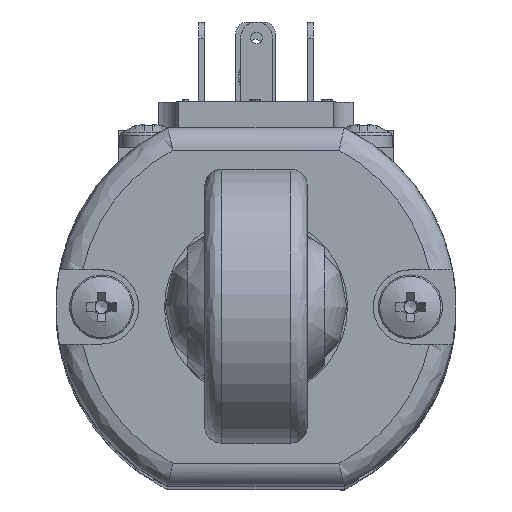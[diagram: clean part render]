
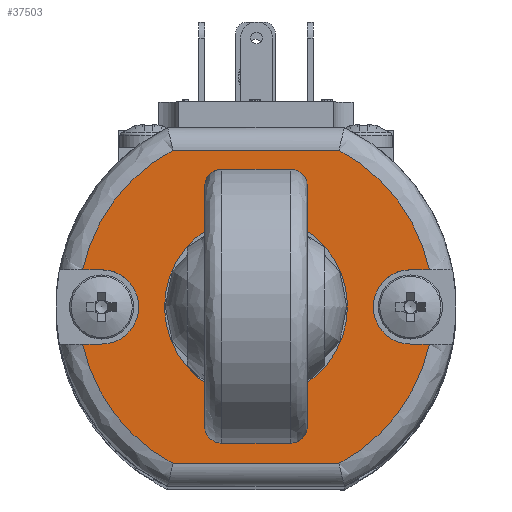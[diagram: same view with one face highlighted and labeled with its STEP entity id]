
A CAD part, top view. The second image highlights one B-rep face of the part: STEP entity #37503.
In plain terms, the highlighted planar face has unit normal (0, 0, 1).
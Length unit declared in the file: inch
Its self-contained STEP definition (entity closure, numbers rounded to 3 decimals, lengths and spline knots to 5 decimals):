
#181 = CARTESIAN_POINT ( 'NONE',  ( 0.5315, 0., 6.06299 ) ) ;
#1326 = CARTESIAN_POINT ( 'NONE',  ( -0.28543, -0.53937, 6.06299 ) ) ;
#1470 =( BOUNDED_CURVE ( )  B_SPLINE_CURVE ( 3, ( #55223, #21022, #10870, #1689 ),
 .UNSPECIFIED., .F., .F. ) 
 B_SPLINE_CURVE_WITH_KNOTS ( ( 4, 4 ),
 ( 0., 1. ),
 .UNSPECIFIED. ) 
 CURVE ( )  GEOMETRIC_REPRESENTATION_ITEM ( )  RATIONAL_B_SPLINE_CURVE ( ( 1., 0.938, 0.938, 1. ) ) 
 REPRESENTATION_ITEM ( '' )  );
#1689 = CARTESIAN_POINT ( 'NONE',  ( -0.28543, 0.53937, 6.06299 ) ) ;
#2237 = CARTESIAN_POINT ( 'NONE',  ( 0.28543, -0.53937, 6.06299 ) ) ;
#3213 = LINE ( 'NONE', #3534, #57277 ) ;
#3534 = CARTESIAN_POINT ( 'NONE',  ( -0.76257, -0.12795, 6.06299 ) ) ;
#3548 = CARTESIAN_POINT ( 'NONE',  ( 0.5315, 0.12795, 6.06299 ) ) ;
#3823 = CARTESIAN_POINT ( 'NONE',  ( 0.59667, -0.12795, 6.06299 ) ) ;
#3923 = VERTEX_POINT ( 'NONE', #46208 ) ;
#4562 = EDGE_LOOP ( 'NONE', ( #63454 ) ) ;
#5045 = VERTEX_POINT ( 'NONE', #1326 ) ;
#5244 = ORIENTED_EDGE ( 'NONE', *, *, #27530, .F. ) ;
#5305 = VERTEX_POINT ( 'NONE', #24969 ) ;
#6607 = PLANE ( 'NONE',  #16535 ) ;
#6874 = CARTESIAN_POINT ( 'NONE',  ( 0., 0., 6.06299 ) ) ;
#6903 = ORIENTED_EDGE ( 'NONE', *, *, #44037, .F. ) ;
#7061 = CARTESIAN_POINT ( 'NONE',  ( 0.30435, -0.53937, 6.06299 ) ) ;
#9085 = EDGE_CURVE ( 'NONE', #5305, #5305, #33796, .T. ) ;
#9318 = CARTESIAN_POINT ( 'NONE',  ( 0.55821, 0.3073, 6.06299 ) ) ;
#9459 = EDGE_CURVE ( 'NONE', #51202, #36807, #16274, .T. ) ;
#10495 = CARTESIAN_POINT ( 'NONE',  ( -0.44755, -0.45358, 6.06299 ) ) ;
#10870 = CARTESIAN_POINT ( 'NONE',  ( -0.44755, 0.45358, 6.06299 ) ) ;
#11027 = VERTEX_POINT ( 'NONE', #62614 ) ;
#12116 = DIRECTION ( 'NONE',  ( 0., 0., -1. ) ) ;
#12460 = CARTESIAN_POINT ( 'NONE',  ( -0.5315, -0.12795, 6.06299 ) ) ;
#12944 = VECTOR ( 'NONE', #47461, 39.37008 ) ;
#13438 = DIRECTION ( 'NONE',  ( 1., 0., 0. ) ) ;
#14028 = DIRECTION ( 'NONE',  ( -1., 0., 0. ) ) ;
#14469 = ORIENTED_EDGE ( 'NONE', *, *, #20637, .F. ) ;
#14646 = CARTESIAN_POINT ( 'NONE',  ( 0.76257, -0.12795, 6.06299 ) ) ;
#15377 = EDGE_CURVE ( 'NONE', #11027, #56678, #17725, .T. ) ;
#15729 = CARTESIAN_POINT ( 'NONE',  ( -0.55821, -0.3073, 6.06299 ) ) ;
#15854 = AXIS2_PLACEMENT_3D ( 'NONE', #52324, #57250, #31625 ) ;
#16274 = LINE ( 'NONE', #36330, #12944 ) ;
#16535 = AXIS2_PLACEMENT_3D ( 'NONE', #56510, #46612, #50603 ) ;
#16664 = ORIENTED_EDGE ( 'NONE', *, *, #42673, .F. ) ;
#16946 = EDGE_CURVE ( 'NONE', #58274, #48823, #30390, .T. ) ;
#17725 = LINE ( 'NONE', #62784, #55734 ) ;
#17892 = CARTESIAN_POINT ( 'NONE',  ( 0.59667, 0.12795, 6.06299 ) ) ;
#18134 = VECTOR ( 'NONE', #51033, 39.37008 ) ;
#18642 = ORIENTED_EDGE ( 'NONE', *, *, #24608, .T. ) ;
#18678 =( BOUNDED_CURVE ( )  B_SPLINE_CURVE ( 3, ( #26221, #10495, #15729, #60431 ),
 .UNSPECIFIED., .F., .F. ) 
 B_SPLINE_CURVE_WITH_KNOTS ( ( 4, 4 ),
 ( 0., 1. ),
 .UNSPECIFIED. ) 
 CURVE ( )  GEOMETRIC_REPRESENTATION_ITEM ( )  RATIONAL_B_SPLINE_CURVE ( ( 1., 0.938, 0.938, 1. ) ) 
 REPRESENTATION_ITEM ( '' )  );
#20637 = EDGE_CURVE ( 'NONE', #58274, #38491, #44174, .T. ) ;
#21022 = CARTESIAN_POINT ( 'NONE',  ( -0.55821, 0.3073, 6.06299 ) ) ;
#21048 = ORIENTED_EDGE ( 'NONE', *, *, #16946, .T. ) ;
#21902 = EDGE_CURVE ( 'NONE', #3923, #11027, #1470, .T. ) ;
#23985 = CARTESIAN_POINT ( 'NONE',  ( -0.5315, 0.12795, 6.06299 ) ) ;
#24608 = EDGE_CURVE ( 'NONE', #3923, #49526, #58073, .T. ) ;
#24969 = CARTESIAN_POINT ( 'NONE',  ( 0.25591, 0., 6.06299 ) ) ;
#26221 = CARTESIAN_POINT ( 'NONE',  ( -0.28543, -0.53937, 6.06299 ) ) ;
#26282 = FACE_BOUND ( 'NONE', #4562, .T. ) ;
#27155 = CARTESIAN_POINT ( 'NONE',  ( 0.55821, -0.3073, 6.06299 ) ) ;
#27529 = AXIS2_PLACEMENT_3D ( 'NONE', #6874, #12116, #13438 ) ;
#27530 = EDGE_CURVE ( 'NONE', #34172, #49526, #39945, .T. ) ;
#27919 = EDGE_LOOP ( 'NONE', ( #21048, #51284, #49635, #29055, #43540, #31895, #18642, #5244, #29574, #16664, #6903, #14469 ) ) ;
#28852 = CARTESIAN_POINT ( 'NONE',  ( -0.59667, -0.12795, 6.06299 ) ) ;
#29055 = ORIENTED_EDGE ( 'NONE', *, *, #56934, .F. ) ;
#29574 = ORIENTED_EDGE ( 'NONE', *, *, #48608, .T. ) ;
#30390 = LINE ( 'NONE', #14646, #64521 ) ;
#31010 = DIRECTION ( 'NONE',  ( 0., 0., 1. ) ) ;
#31625 = DIRECTION ( 'NONE',  ( 1., 0., 0. ) ) ;
#31895 = ORIENTED_EDGE ( 'NONE', *, *, #21902, .F. ) ;
#32395 = CARTESIAN_POINT ( 'NONE',  ( 0.44755, -0.45358, 6.06299 ) ) ;
#32418 = DIRECTION ( 'NONE',  ( 1., 0., 0. ) ) ;
#33796 = CIRCLE ( 'NONE', #27529, 0.25591 ) ;
#34172 = VERTEX_POINT ( 'NONE', #12460 ) ;
#34571 = CARTESIAN_POINT ( 'NONE',  ( 0.44755, 0.45358, 6.06299 ) ) ;
#36330 = CARTESIAN_POINT ( 'NONE',  ( 0.5315, 0.12795, 6.06299 ) ) ;
#36807 = VERTEX_POINT ( 'NONE', #17892 ) ;
#37503 = ADVANCED_FACE ( 'NONE', ( #26282, #56190 ), #6607, .F. ) ;
#37638 = CARTESIAN_POINT ( 'NONE',  ( 0.28543, 0.53937, 6.06299 ) ) ;
#38491 = VERTEX_POINT ( 'NONE', #54738 ) ;
#39795 = CARTESIAN_POINT ( 'NONE',  ( 0.59667, 0.12795, 6.06299 ) ) ;
#39945 = CIRCLE ( 'NONE', #15854, 0.12795 ) ;
#42673 = EDGE_CURVE ( 'NONE', #5045, #53948, #18678, .T. ) ;
#43540 = ORIENTED_EDGE ( 'NONE', *, *, #15377, .F. ) ;
#44037 = EDGE_CURVE ( 'NONE', #38491, #5045, #52041, .T. ) ;
#44174 =( BOUNDED_CURVE ( )  B_SPLINE_CURVE ( 3, ( #63333, #27155, #32395, #2237 ),
 .UNSPECIFIED., .F., .T. ) 
 B_SPLINE_CURVE_WITH_KNOTS ( ( 4, 4 ),
 ( 0., 1. ),
 .UNSPECIFIED. ) 
 CURVE ( )  GEOMETRIC_REPRESENTATION_ITEM ( )  RATIONAL_B_SPLINE_CURVE ( ( 1., 0.938, 0.938, 1. ) ) 
 REPRESENTATION_ITEM ( '' )  );
#46075 = DIRECTION ( 'NONE',  ( 1., 0., 0. ) ) ;
#46208 = CARTESIAN_POINT ( 'NONE',  ( -0.59667, 0.12795, 6.06299 ) ) ;
#46612 = DIRECTION ( 'NONE',  ( 0., 0., -1. ) ) ;
#47263 = CARTESIAN_POINT ( 'NONE',  ( 0.5315, -0.12795, 6.06299 ) ) ;
#47461 = DIRECTION ( 'NONE',  ( 1., 0., 0. ) ) ;
#47939 = AXIS2_PLACEMENT_3D ( 'NONE', #181, #31010, #46075 ) ;
#48608 = EDGE_CURVE ( 'NONE', #34172, #53948, #3213, .T. ) ;
#48823 = VERTEX_POINT ( 'NONE', #47263 ) ;
#49526 = VERTEX_POINT ( 'NONE', #23985 ) ;
#49635 = ORIENTED_EDGE ( 'NONE', *, *, #9459, .T. ) ;
#50603 = DIRECTION ( 'NONE',  ( -1., 0., 0. ) ) ;
#51033 = DIRECTION ( 'NONE',  ( -1., 0., 0. ) ) ;
#51202 = VERTEX_POINT ( 'NONE', #3548 ) ;
#51284 = ORIENTED_EDGE ( 'NONE', *, *, #54299, .F. ) ;
#52041 = LINE ( 'NONE', #7061, #18134 ) ;
#52324 = CARTESIAN_POINT ( 'NONE',  ( -0.5315, 0., 6.06299 ) ) ;
#53948 = VERTEX_POINT ( 'NONE', #28852 ) ;
#54299 = EDGE_CURVE ( 'NONE', #51202, #48823, #56355, .T. ) ;
#54738 = CARTESIAN_POINT ( 'NONE',  ( 0.28543, -0.53937, 6.06299 ) ) ;
#55223 = CARTESIAN_POINT ( 'NONE',  ( -0.59667, 0.12795, 6.06299 ) ) ;
#55734 = VECTOR ( 'NONE', #57167, 39.37008 ) ;
#56190 = FACE_OUTER_BOUND ( 'NONE', #27919, .T. ) ;
#56355 = CIRCLE ( 'NONE', #47939, 0.12795 ) ;
#56389 = VECTOR ( 'NONE', #32418, 39.37008 ) ;
#56510 = CARTESIAN_POINT ( 'NONE',  ( 0., 0., 6.06299 ) ) ;
#56678 = VERTEX_POINT ( 'NONE', #37638 ) ;
#56934 = EDGE_CURVE ( 'NONE', #56678, #36807, #65005, .T. ) ;
#57167 = DIRECTION ( 'NONE',  ( 1., 0., 0. ) ) ;
#57250 = DIRECTION ( 'NONE',  ( 0., 0., 1. ) ) ;
#57277 = VECTOR ( 'NONE', #63668, 39.37008 ) ;
#57400 = CARTESIAN_POINT ( 'NONE',  ( -0.5315, 0.12795, 6.06299 ) ) ;
#58073 = LINE ( 'NONE', #57400, #56389 ) ;
#58274 = VERTEX_POINT ( 'NONE', #3823 ) ;
#59591 = CARTESIAN_POINT ( 'NONE',  ( 0.28543, 0.53937, 6.06299 ) ) ;
#60431 = CARTESIAN_POINT ( 'NONE',  ( -0.59667, -0.12795, 6.06299 ) ) ;
#62614 = CARTESIAN_POINT ( 'NONE',  ( -0.28543, 0.53937, 6.06299 ) ) ;
#62784 = CARTESIAN_POINT ( 'NONE',  ( 0.30435, 0.53937, 6.06299 ) ) ;
#63333 = CARTESIAN_POINT ( 'NONE',  ( 0.59667, -0.12795, 6.06299 ) ) ;
#63454 = ORIENTED_EDGE ( 'NONE', *, *, #9085, .T. ) ;
#63668 = DIRECTION ( 'NONE',  ( -1., 0., 0. ) ) ;
#64521 = VECTOR ( 'NONE', #14028, 39.37008 ) ;
#65005 =( BOUNDED_CURVE ( )  B_SPLINE_CURVE ( 3, ( #59591, #34571, #9318, #39795 ),
 .UNSPECIFIED., .F., .F. ) 
 B_SPLINE_CURVE_WITH_KNOTS ( ( 4, 4 ),
 ( 0., 1. ),
 .UNSPECIFIED. ) 
 CURVE ( )  GEOMETRIC_REPRESENTATION_ITEM ( )  RATIONAL_B_SPLINE_CURVE ( ( 1., 0.938, 0.938, 1. ) ) 
 REPRESENTATION_ITEM ( '' )  );
